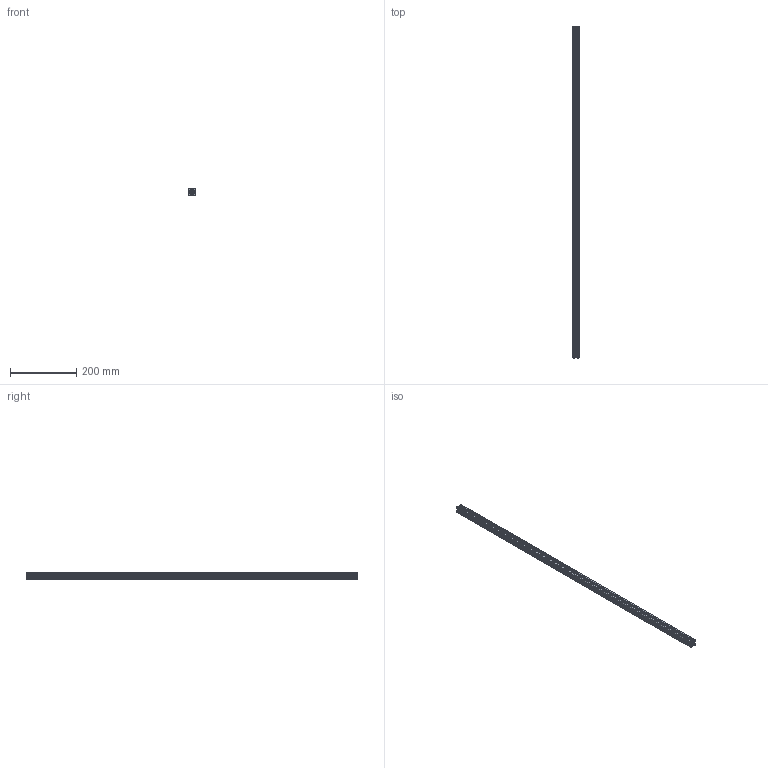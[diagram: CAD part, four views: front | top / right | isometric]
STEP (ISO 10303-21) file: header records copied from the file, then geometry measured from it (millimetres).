
FILE_DESCRIPTION(('STEP AP203'),'1');
FILE_NAME('BASE06B0001.stp','2023-10-13T06:47:26',(' '),(' '),'Spatial InterOp 3D',' ',' ');
FILE_SCHEMA(('CONFIG_CONTROL_DESIGN'));
Length unit declared in the file: millimetre
Products named in the file (1): Profilé 6 20x20
Bounding box: 20 x 1000 x 20 mm (x, y, z)
Volume: 165782.6 mm3; surface area: 176747.9 mm2
Topology: 1 solids, 1 shells, 162 faces, 480 edges, 320 vertices
Faces by surface type: plane 82, cylinder 80
Entity records: 5590 total; most frequent: DIRECTION 966, CARTESIAN_POINT 963, ORIENTED_EDGE 960, EDGE_CURVE 480, AXIS2_PLACEMENT_3D 323, VERTEX_POINT 320, LINE 320, VECTOR 320
